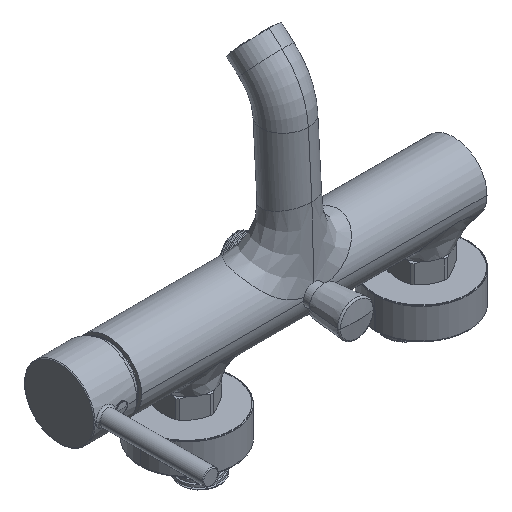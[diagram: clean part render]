
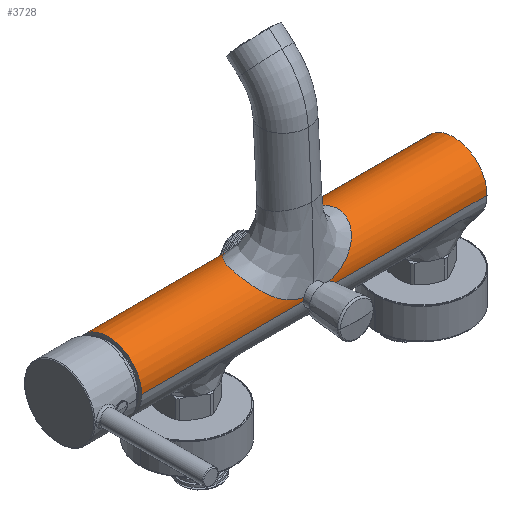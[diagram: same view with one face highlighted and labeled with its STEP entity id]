
A CAD part, isometric view. The second image highlights one B-rep face of the part: STEP entity #3728.
In plain terms, the highlighted cylindrical face has radius 21.5 mm (diameter 43 mm), a partial arc.
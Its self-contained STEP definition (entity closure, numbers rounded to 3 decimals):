
#1=CARTESIAN_POINT('',(-11.25,21.5,0.));
#27=CARTESIAN_POINT('',(-6.9,-21.5,0.));
#29=CARTESIAN_POINT('',(6.9,-21.5,0.));
#68=CARTESIAN_POINT('',(11.25,21.5,0.));
#231=CARTESIAN_POINT('',(0.,18.322,11.25));
#232=CARTESIAN_POINT('',(-0.632,18.322,11.25));
#233=CARTESIAN_POINT('',(-1.892,18.384,11.149));
#234=CARTESIAN_POINT('',(-3.877,18.696,10.625));
#235=CARTESIAN_POINT('',(-5.643,19.149,9.795));
#236=CARTESIAN_POINT('',(-7.217,19.676,8.699));
#237=CARTESIAN_POINT('',(-8.551,20.209,7.391));
#238=CARTESIAN_POINT('',(-9.681,20.716,5.839));
#239=CARTESIAN_POINT('',(-10.566,21.147,4.05));
#240=CARTESIAN_POINT('',(-11.141,21.442,1.975));
#241=CARTESIAN_POINT('',(-11.25,21.5,0.659));
#242=CARTESIAN_POINT('',(-11.25,21.5,0.));
#244=CARTESIAN_POINT('',(11.25,21.5,0.));
#245=CARTESIAN_POINT('',(11.25,21.5,0.733));
#246=CARTESIAN_POINT('',(11.115,21.429,2.192));
#247=CARTESIAN_POINT('',(10.409,21.067,4.473));
#248=CARTESIAN_POINT('',(9.337,20.554,6.396));
#249=CARTESIAN_POINT('',(7.964,19.962,8.041));
#250=CARTESIAN_POINT('',(6.303,19.352,9.4));
#251=CARTESIAN_POINT('',(4.379,18.8,10.447));
#252=CARTESIAN_POINT('',(2.143,18.403,11.121));
#253=CARTESIAN_POINT('',(0.718,18.322,11.25));
#254=CARTESIAN_POINT('',(0.,18.322,11.25));
#256=DIRECTION('',(1.,0.,0.));
#257=VECTOR('',#256,99.25);
#258=CARTESIAN_POINT('',(11.25,21.5,0.));
#259=LINE('',#258,#257);
#260=CARTESIAN_POINT('',(110.5,0.,0.));
#261=DIRECTION('',(-1.,0.,0.));
#262=DIRECTION('',(0.,-1.,0.));
#263=AXIS2_PLACEMENT_3D('',#260,#261,#262);
#265=DIRECTION('',(-1.,0.,0.));
#266=VECTOR('',#265,103.6);
#267=CARTESIAN_POINT('',(110.5,-21.5,0.));
#268=LINE('',#267,#266);
#269=CARTESIAN_POINT('',(6.659,-21.427,1.806));
#270=CARTESIAN_POINT('',(6.741,-21.453,1.503));
#271=CARTESIAN_POINT('',(6.861,-21.486,0.898));
#272=CARTESIAN_POINT('',(6.9,-21.5,0.299));
#273=CARTESIAN_POINT('',(6.9,-21.5,0.));
#275=CARTESIAN_POINT('',(-6.9,-21.5,0.));
#276=CARTESIAN_POINT('',(-6.9,-21.5,0.299));
#277=CARTESIAN_POINT('',(-6.861,-21.486,
0.899));
#278=CARTESIAN_POINT('',(-6.741,-21.453,1.504));
#279=CARTESIAN_POINT('',(-6.659,-21.427,1.806));
#281=DIRECTION('',(-1.,0.,0.));
#282=VECTOR('',#281,103.6);
#283=CARTESIAN_POINT('',(-6.9,-21.5,0.));
#284=LINE('',#283,#282);
#285=CARTESIAN_POINT('',(-110.5,0.,0.));
#286=DIRECTION('',(-1.,0.,0.));
#287=DIRECTION('',(0.,-1.,0.));
#288=AXIS2_PLACEMENT_3D('',#285,#286,#287);
#290=DIRECTION('',(1.,0.,0.));
#291=VECTOR('',#290,99.25);
#292=CARTESIAN_POINT('',(-110.5,21.5,0.));
#293=LINE('',#292,#291);
#589=CARTESIAN_POINT('',(-6.659,-21.427,1.806));
#590=CARTESIAN_POINT('',(-8.687,-21.395,2.184));
#591=CARTESIAN_POINT('',(-12.667,-21.28,3.284));
#592=CARTESIAN_POINT('',(-18.162,-20.78,5.776));
#593=CARTESIAN_POINT('',(-23.092,-19.68,8.908));
#594=CARTESIAN_POINT('',(-27.293,-17.761,12.356));
#595=CARTESIAN_POINT('',(-30.634,-14.885,15.744));
#596=CARTESIAN_POINT('',(-32.967,-11.053,18.661));
#597=CARTESIAN_POINT('',(-34.144,-6.446,20.721));
#598=CARTESIAN_POINT('',(-33.917,-1.397,21.657));
#599=CARTESIAN_POINT('',(-32.217,3.669,21.378));
#600=CARTESIAN_POINT('',(-29.177,8.293,20.014));
#601=CARTESIAN_POINT('',(-24.937,12.121,17.911));
#602=CARTESIAN_POINT('',(-19.683,14.977,15.543));
#603=CARTESIAN_POINT('',(-13.626,16.872,13.394));
#604=CARTESIAN_POINT('',(-6.993,17.928,11.887));
#605=CARTESIAN_POINT('',(-2.343,18.156,11.516));
#606=CARTESIAN_POINT('',(0.,18.156,11.516));
#634=CARTESIAN_POINT('',(0.,18.156,11.516));
#636=CARTESIAN_POINT('',(6.659,-21.427,1.806));
#637=CARTESIAN_POINT('',(8.687,-21.395,2.184));
#638=CARTESIAN_POINT('',(12.667,-21.28,3.284));
#639=CARTESIAN_POINT('',(18.162,-20.78,5.776));
#640=CARTESIAN_POINT('',(23.092,-19.68,8.908));
#641=CARTESIAN_POINT('',(27.293,-17.761,12.356));
#642=CARTESIAN_POINT('',(30.634,-14.885,15.744));
#643=CARTESIAN_POINT('',(32.967,-11.053,18.661));
#644=CARTESIAN_POINT('',(34.144,-6.446,20.721));
#645=CARTESIAN_POINT('',(33.917,-1.397,21.657));
#646=CARTESIAN_POINT('',(32.217,3.669,21.378));
#647=CARTESIAN_POINT('',(29.177,8.293,20.014));
#648=CARTESIAN_POINT('',(24.937,12.121,17.911));
#649=CARTESIAN_POINT('',(19.683,14.977,15.543));
#650=CARTESIAN_POINT('',(13.626,16.872,13.394));
#651=CARTESIAN_POINT('',(6.993,17.928,11.887));
#652=CARTESIAN_POINT('',(2.343,18.156,11.516));
#653=CARTESIAN_POINT('',(0.,18.156,11.516));
#2786=VERTEX_POINT('',#634);
#2788=CARTESIAN_POINT('',(110.5,-21.5,0.));
#2790=VERTEX_POINT('',#2788);
#2791=CARTESIAN_POINT('',(-110.5,21.5,0.));
#2792=CARTESIAN_POINT('',(-110.5,-21.5,0.));
#2793=VERTEX_POINT('',#2791);
#2794=VERTEX_POINT('',#2792);
#2795=CARTESIAN_POINT('',(110.5,21.5,0.));
#2796=VERTEX_POINT('',#2795);
#2892=VERTEX_POINT('',#1);
#2895=VERTEX_POINT('',#27);
#2896=VERTEX_POINT('',#68);
#2897=VERTEX_POINT('',#29);
#2898=VERTEX_POINT('',#231);
#2899=VERTEX_POINT('',#279);
#2900=VERTEX_POINT('',#269);
#3702=CARTESIAN_POINT('',(0.,0.,0.));
#3703=DIRECTION('',(1.,0.,0.));
#3704=DIRECTION('',(0.,-1.,0.));
#3705=AXIS2_PLACEMENT_3D('',#3702,#3703,#3704);
#3706=CYLINDRICAL_SURFACE('',#3705,21.5);
#3708=ORIENTED_EDGE('',*,*,#3707,.F.);
#3710=ORIENTED_EDGE('',*,*,#3709,.F.);
#3711=ORIENTED_EDGE('',*,*,#3245,.T.);
#3712=ORIENTED_EDGE('',*,*,#3693,.F.);
#3713=ORIENTED_EDGE('',*,*,#3231,.T.);
#3715=ORIENTED_EDGE('',*,*,#3714,.F.);
#3717=ORIENTED_EDGE('',*,*,#3716,.T.);
#3719=ORIENTED_EDGE('',*,*,#3718,.F.);
#3721=ORIENTED_EDGE('',*,*,#3720,.F.);
#3722=ORIENTED_EDGE('',*,*,#3225,.T.);
#3724=ORIENTED_EDGE('',*,*,#3723,.T.);
#3725=ORIENTED_EDGE('',*,*,#3221,.T.);
#3726=EDGE_LOOP('',(#3708,#3710,#3711,#3712,#3713,#3715,#3717,#3719,#3721,#3722,
#3724,#3725));
#3727=FACE_OUTER_BOUND('',#3726,.F.);
#3728=ADVANCED_FACE('',(#3727),#3706,.T.);
#243=B_SPLINE_CURVE_WITH_KNOTS('',3,(#231,#232,#233,#234,#235,#236,#237,#238,
#239,#240,#241,#242),.UNSPECIFIED.,.F.,.F.,(4,1,1,1,1,1,1,1,1,4),(0.,
0.111,0.222,0.333,0.444,
0.556,0.667,0.778,0.889,1.),
.UNSPECIFIED.);
#255=B_SPLINE_CURVE_WITH_KNOTS('',3,(#244,#245,#246,#247,#248,#249,#250,#251,
#252,#253,#254),.UNSPECIFIED.,.F.,.F.,(4,1,1,1,1,1,1,1,4),(0.,0.125,0.25,
0.375,0.5,0.625,0.75,0.875,1.),.UNSPECIFIED.);
#264=CIRCLE('',#263,21.5);
#274=B_SPLINE_CURVE_WITH_KNOTS('',3,(#269,#270,#271,#272,#273),.UNSPECIFIED.,
.F.,.F.,(4,1,4),(0.,0.5,1.),.UNSPECIFIED.);
#280=B_SPLINE_CURVE_WITH_KNOTS('',3,(#275,#276,#277,#278,#279),.UNSPECIFIED.,
.F.,.F.,(4,1,4),(0.,0.5,1.),.UNSPECIFIED.);
#289=CIRCLE('',#288,21.5);
#607=B_SPLINE_CURVE_WITH_KNOTS('',3,(#589,#590,#591,#592,#593,#594,#595,#596,
#597,#598,#599,#600,#601,#602,#603,#604,#605,#606),.UNSPECIFIED.,.F.,.F.,(4,1,1,
1,1,1,1,1,1,1,1,1,1,1,1,4),(0.,0.065,0.132,
0.198,0.265,0.332,0.399,
0.466,0.532,0.599,0.666,
0.733,0.8,0.866,0.933,1.),
.UNSPECIFIED.);
#654=B_SPLINE_CURVE_WITH_KNOTS('',3,(#636,#637,#638,#639,#640,#641,#642,#643,
#644,#645,#646,#647,#648,#649,#650,#651,#652,#653),.UNSPECIFIED.,.F.,.F.,(4,1,1,
1,1,1,1,1,1,1,1,1,1,1,1,4),(0.,0.065,0.132,
0.198,0.265,0.332,0.399,
0.466,0.532,0.599,0.666,
0.733,0.8,0.866,0.933,1.),
.UNSPECIFIED.);
#3221=EDGE_CURVE('',#2793,#2892,#293,.T.);
#3225=EDGE_CURVE('',#2895,#2794,#284,.T.);
#3231=EDGE_CURVE('',#2790,#2897,#268,.T.);
#3245=EDGE_CURVE('',#2896,#2796,#259,.T.);
#3693=EDGE_CURVE('',#2790,#2796,#264,.T.);
#3707=EDGE_CURVE('',#2898,#2892,#243,.T.);
#3709=EDGE_CURVE('',#2896,#2898,#255,.T.);
#3714=EDGE_CURVE('',#2900,#2897,#274,.T.);
#3716=EDGE_CURVE('',#2900,#2786,#654,.T.);
#3718=EDGE_CURVE('',#2899,#2786,#607,.T.);
#3720=EDGE_CURVE('',#2895,#2899,#280,.T.);
#3723=EDGE_CURVE('',#2794,#2793,#289,.T.);
